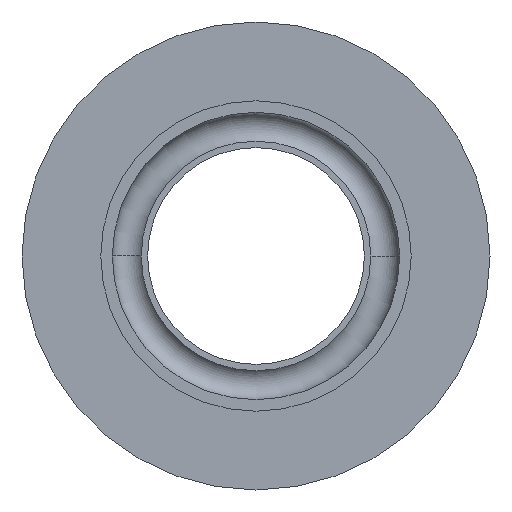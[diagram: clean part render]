
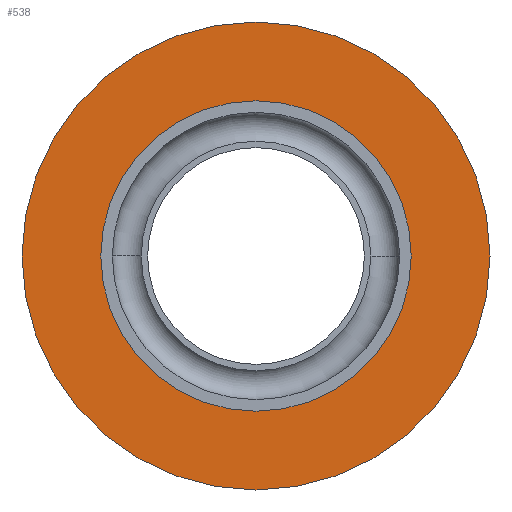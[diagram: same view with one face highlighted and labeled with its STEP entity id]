
A CAD part, left-side view. The second image highlights one B-rep face of the part: STEP entity #538.
In plain terms, the highlighted planar face has unit normal (-1, 0, 0).
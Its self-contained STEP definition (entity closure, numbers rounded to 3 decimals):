
#15 = PLANE ( 'NONE',  #122 ) ;
#28 = CIRCLE ( 'NONE', #621, 16.75 ) ;
#29 = DIRECTION ( 'NONE',  ( 0., -1., 0. ) ) ;
#35 = EDGE_CURVE ( 'NONE', #255, #259, #644, .T. ) ;
#102 = AXIS2_PLACEMENT_3D ( 'NONE', #362, #630, #302 ) ;
#103 = DIRECTION ( 'NONE',  ( -1., 0., 0. ) ) ;
#112 = CARTESIAN_POINT ( 'NONE',  ( -10.38, 28.865, 0. ) ) ;
#122 = AXIS2_PLACEMENT_3D ( 'NONE', #470, #409, #134 ) ;
#134 = DIRECTION ( 'NONE',  ( 0., 1., 0. ) ) ;
#156 = VERTEX_POINT ( 'NONE', #499 ) ;
#167 = VERTEX_POINT ( 'NONE', #683 ) ;
#176 = EDGE_CURVE ( 'NONE', #259, #255, #28, .T. ) ;
#199 = EDGE_CURVE ( 'NONE', #156, #167, #462, .T. ) ;
#245 = ORIENTED_EDGE ( 'NONE', *, *, #176, .F. ) ;
#255 = VERTEX_POINT ( 'NONE', #294 ) ;
#259 = VERTEX_POINT ( 'NONE', #112 ) ;
#270 = AXIS2_PLACEMENT_3D ( 'NONE', #741, #103, #285 ) ;
#285 = DIRECTION ( 'NONE',  ( 0., -1., 0. ) ) ;
#294 = CARTESIAN_POINT ( 'NONE',  ( -10.38, -4.635, 0. ) ) ;
#302 = DIRECTION ( 'NONE',  ( 0., -1., 0. ) ) ;
#308 = EDGE_LOOP ( 'NONE', ( #581, #245 ) ) ;
#312 = CARTESIAN_POINT ( 'NONE',  ( -10.38, 12.115, 0. ) ) ;
#352 = CARTESIAN_POINT ( 'NONE',  ( -10.38, 12.115, 0. ) ) ;
#362 = CARTESIAN_POINT ( 'NONE',  ( -10.38, 12.115, 0. ) ) ;
#401 = EDGE_CURVE ( 'NONE', #167, #156, #771, .T. ) ;
#409 = DIRECTION ( 'NONE',  ( 1., 0., 0. ) ) ;
#440 = AXIS2_PLACEMENT_3D ( 'NONE', #312, #585, #846 ) ;
#462 = CIRCLE ( 'NONE', #102, 25.25 ) ;
#470 = CARTESIAN_POINT ( 'NONE',  ( -10.38, 37.365, 0. ) ) ;
#499 = CARTESIAN_POINT ( 'NONE',  ( -10.38, 37.365, 0. ) ) ;
#529 = FACE_OUTER_BOUND ( 'NONE', #760, .T. ) ;
#538 = ADVANCED_FACE ( 'NONE', ( #596, #529 ), #15, .F. ) ;
#581 = ORIENTED_EDGE ( 'NONE', *, *, #35, .F. ) ;
#585 = DIRECTION ( 'NONE',  ( -1., 0., 0. ) ) ;
#596 = FACE_BOUND ( 'NONE', #308, .T. ) ;
#620 = DIRECTION ( 'NONE',  ( -1., 0., 0. ) ) ;
#621 = AXIS2_PLACEMENT_3D ( 'NONE', #352, #620, #29 ) ;
#630 = DIRECTION ( 'NONE',  ( -1., 0., 0. ) ) ;
#644 = CIRCLE ( 'NONE', #270, 16.75 ) ;
#683 = CARTESIAN_POINT ( 'NONE',  ( -10.38, -13.135, 0. ) ) ;
#741 = CARTESIAN_POINT ( 'NONE',  ( -10.38, 12.115, 0. ) ) ;
#743 = ORIENTED_EDGE ( 'NONE', *, *, #401, .T. ) ;
#760 = EDGE_LOOP ( 'NONE', ( #743, #833 ) ) ;
#771 = CIRCLE ( 'NONE', #440, 25.25 ) ;
#833 = ORIENTED_EDGE ( 'NONE', *, *, #199, .T. ) ;
#846 = DIRECTION ( 'NONE',  ( 0., -1., 0. ) ) ;
